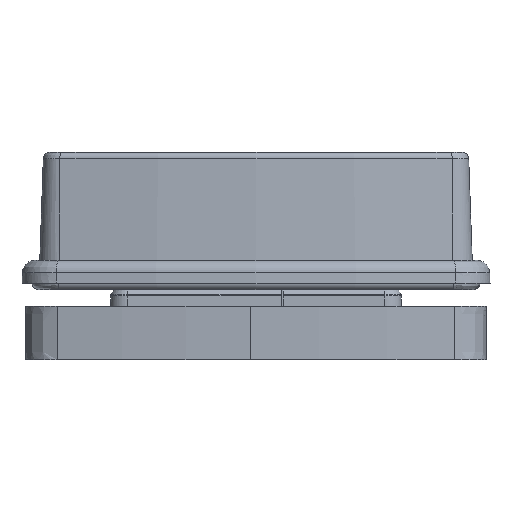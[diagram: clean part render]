
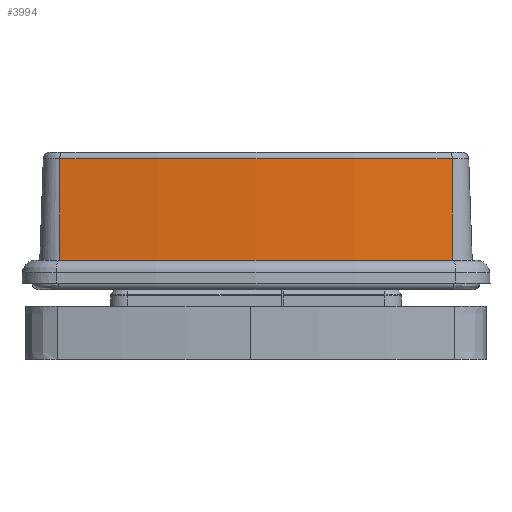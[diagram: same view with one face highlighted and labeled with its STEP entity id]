
A CAD part, left-side view. The second image highlights one B-rep face of the part: STEP entity #3994.
In plain terms, the highlighted conical face has half-angle 2 degrees and reference radius 180.116 mm.
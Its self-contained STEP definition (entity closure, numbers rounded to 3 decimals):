
#576=CARTESIAN_POINT('',(-59.211,29.454,3.4));
#578=CARTESIAN_POINT('',(118.75,0.,3.4));
#579=DIRECTION('',(0.,0.,1.));
#580=DIRECTION('',(-0.987,0.163,0.));
#581=AXIS2_PLACEMENT_3D('',#578,#579,#580);
#1016=CARTESIAN_POINT('',(-58.686,-29.367,
18.635));
#1018=DIRECTION('',(-0.034,-0.006,-0.999));
#1019=VECTOR('',#1018,15.244);
#1020=CARTESIAN_POINT('',(-58.686,-29.367,
18.635));
#1021=LINE('',#1020,#1019);
#1022=CARTESIAN_POINT('',(118.75,0.,18.635));
#1023=DIRECTION('',(0.,0.,-1.));
#1024=DIRECTION('',(-0.987,-0.163,0.));
#1025=AXIS2_PLACEMENT_3D('',#1022,#1023,#1024);
#1027=DIRECTION('',(-0.034,0.006,-0.999));
#1028=VECTOR('',#1027,15.244);
#1029=CARTESIAN_POINT('',(-58.686,29.367,18.635));
#1030=LINE('',#1029,#1028);
#2079=VERTEX_POINT('',#576);
#2080=CARTESIAN_POINT('',(-59.211,-29.454,3.4));
#2081=VERTEX_POINT('',#2080);
#2164=VERTEX_POINT('',#1016);
#2166=CARTESIAN_POINT('',(-58.686,29.367,18.635));
#2167=VERTEX_POINT('',#2166);
#3981=CARTESIAN_POINT('',(118.75,0.,11.017));
#3982=DIRECTION('',(0.,0.,-1.));
#3983=DIRECTION('',(-0.987,0.163,0.));
#3984=AXIS2_PLACEMENT_3D('',#3981,#3982,#3983);
#3985=CONICAL_SURFACE('',#3984,180.116,2.);
#3987=ORIENTED_EDGE('',*,*,#3986,.F.);
#3988=ORIENTED_EDGE('',*,*,#3976,.T.);
#3989=ORIENTED_EDGE('',*,*,#2609,.F.);
#3991=ORIENTED_EDGE('',*,*,#3990,.F.);
#3992=EDGE_LOOP('',(#3987,#3988,#3989,#3991));
#3993=FACE_OUTER_BOUND('',#3992,.F.);
#3994=ADVANCED_FACE('',(#3993),#3985,.T.);
#582=CIRCLE('',#581,180.382);
#1026=CIRCLE('',#1025,179.85);
#2609=EDGE_CURVE('',#2079,#2081,#582,.T.);
#3976=EDGE_CURVE('',#2164,#2081,#1021,.T.);
#3986=EDGE_CURVE('',#2164,#2167,#1026,.T.);
#3990=EDGE_CURVE('',#2167,#2079,#1030,.T.);
